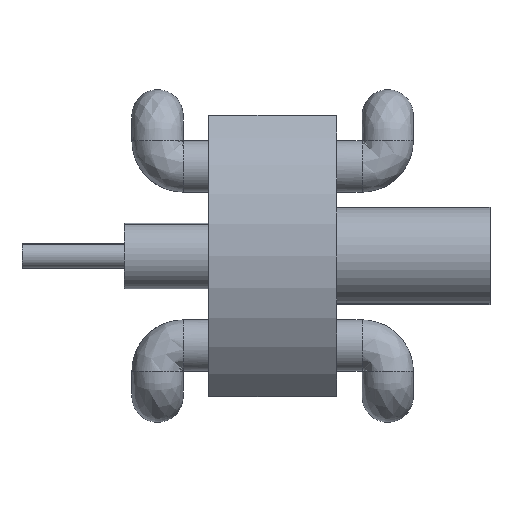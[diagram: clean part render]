
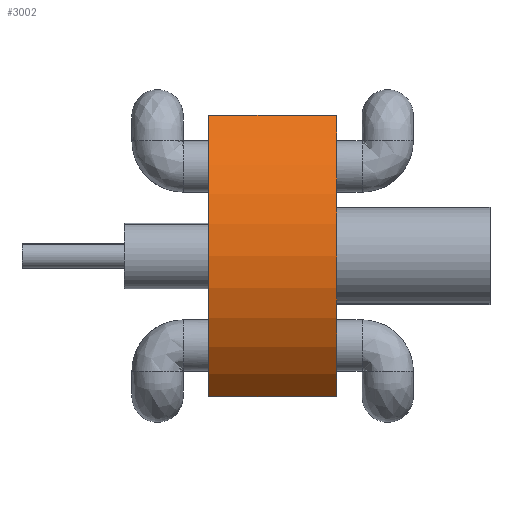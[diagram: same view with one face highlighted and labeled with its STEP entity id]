
A CAD part, left-side view. The second image highlights one B-rep face of the part: STEP entity #3002.
In plain terms, the highlighted cylindrical face has radius 36.5 mm (diameter 73 mm), a partial arc.
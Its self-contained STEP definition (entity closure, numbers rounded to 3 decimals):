
#2596=CARTESIAN_POINT('POINT41',(-20.,
   79.5,27.5));
#2597=VERTEX_POINT('VERTEX41',#2596);
#2598=CARTESIAN_POINT('POINT42',(-20.,
   79.5,-27.5));
#2599=VERTEX_POINT('VERTEX42',#2598);
#2600=CARTESIAN_POINT('POS13',(4.,
   79.5,0.));
#2601=DIRECTION('DIR21',(0.,-1.,0.));
#2602=DIRECTION('DIR22',(0.,0.,-1.));
#2603=AXIS2_PLACEMENT_3D('AXIS9',#2600,#2601,#2602);
#2604=CIRCLE('ELLIPSE5',#2603,36.5);
#2605=EDGE_CURVE('EDGE71',#2597,#2599,#2604,.T.);
#2971=CARTESIAN_POINT('POINT49',(-20.,54.5,
   -27.5));
#2972=VERTEX_POINT('VERTEX49',#2971);
#2973=CARTESIAN_POINT('POINT50',(-20.,54.5,
   27.5));
#2974=VERTEX_POINT('VERTEX50',#2973);
#2975=CARTESIAN_POINT('POS18',(4.,54.5,
   0.));
#2976=DIRECTION('DIR29',(0.,-1.,0.));
#2977=DIRECTION('DIR30',(0.,0.,-1.));
#2978=AXIS2_PLACEMENT_3D('AXIS12',#2975,#2976,#2977);
#2979=CIRCLE('ELLIPSE7',#2978,36.5);
#2980=EDGE_CURVE('EDGE83',#2972,#2974,#2979,.F.);
#2981=ORIENTED_EDGE('COEDGE157',*,*,#2980,.T.);
#2982=CARTESIAN_POINT('POS19',(-20.,
   59.5,27.5));
#2983=DIRECTION('DIR31',(0.,-1.,0.));
#2984=VECTOR('VEC7',#2983,1.);
#2985=LINE('STRAIGHT7',#2982,#2984);
#2986=EDGE_CURVE('EDGE84',#2974,#2597,#2985,.F.);
#2987=ORIENTED_EDGE('COEDGE158',*,*,#2986,.T.);
#2988=ORIENTED_EDGE('COEDGE159',*,*,#2605,.T.);
#2989=CARTESIAN_POINT('POS20',(-20.,
   59.5,-27.5));
#2990=DIRECTION('DIR32',(0.,1.,0.));
#2991=VECTOR('VEC8',#2990,1.);
#2992=LINE('STRAIGHT8',#2989,#2991);
#2993=EDGE_CURVE('EDGE85',#2599,#2972,#2992,.F.);
#2994=ORIENTED_EDGE('COEDGE160',*,*,#2993,.T.);
#2995=EDGE_LOOP('NONE',(#2981,#2987,#2988,#2994));
#2996=FACE_BOUND('LOOP1',#2995,.T.);
#2997=CARTESIAN_POINT('POS21',(4.,
   59.5,0.));
#2998=DIRECTION('DIR33',(0.,1.,0.));
#2999=DIRECTION('DIR34',(0.,0.,-1.));
#3000=AXIS2_PLACEMENT_3D('AXIS13',#2997,#2998,#2999);
#3001=CYLINDRICAL_SURFACE('CONE_SURF3',#3000,36.5);
#3002=ADVANCED_FACE('FACE38',(#2996),#3001,.T.);
